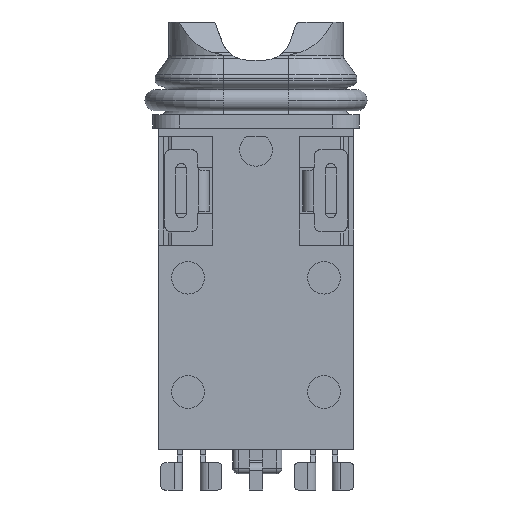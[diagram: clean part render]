
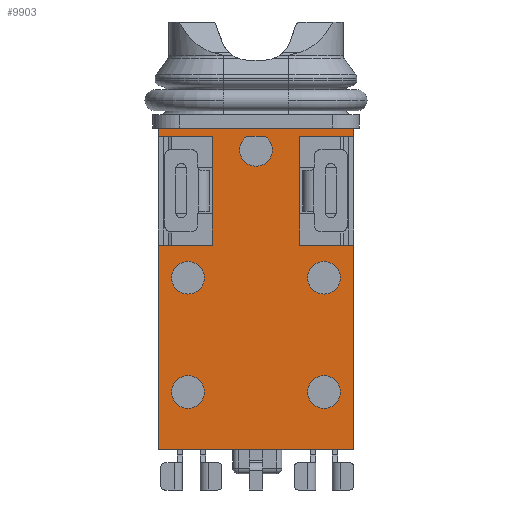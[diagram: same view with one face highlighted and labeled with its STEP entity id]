
A CAD part, front view. The second image highlights one B-rep face of the part: STEP entity #9903.
In plain terms, the highlighted planar face has unit normal (0, -1, 0).
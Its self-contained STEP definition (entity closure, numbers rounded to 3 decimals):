
#278=DIRECTION('',(1.,0.,0.));
#279=VECTOR('',#278,7.2);
#280=CARTESIAN_POINT('',(-3.6,-2.075,-12.6));
#281=LINE('',#280,#279);
#349=DIRECTION('',(-1.,0.,0.));
#350=VECTOR('',#349,2.);
#351=CARTESIAN_POINT('',(3.6,-2.075,-1.1));
#352=LINE('',#351,#350);
#353=DIRECTION('',(1.,0.,0.));
#354=VECTOR('',#353,2.);
#355=CARTESIAN_POINT('',(1.6,-2.075,-5.1));
#356=LINE('',#355,#354);
#357=DIRECTION('',(0.,0.,1.));
#358=VECTOR('',#357,7.5);
#359=CARTESIAN_POINT('',(-3.6,-2.075,-12.6));
#360=LINE('',#359,#358);
#361=DIRECTION('',(1.,0.,0.));
#362=VECTOR('',#361,2.);
#363=CARTESIAN_POINT('',(-3.6,-2.075,-5.1));
#364=LINE('',#363,#362);
#365=DIRECTION('',(-1.,0.,0.));
#366=VECTOR('',#365,2.);
#367=CARTESIAN_POINT('',(-1.6,-2.075,-1.1));
#368=LINE('',#367,#366);
#369=DIRECTION('',(0.,0.,1.));
#370=VECTOR('',#369,0.3);
#371=CARTESIAN_POINT('',(-3.6,-2.075,-1.1));
#372=LINE('',#371,#370);
#373=CARTESIAN_POINT('',(0.,-2.075,-1.6));
#374=DIRECTION('',(0.,-1.,0.));
#375=DIRECTION('',(-0.553,0.,0.833));
#376=AXIS2_PLACEMENT_3D('',#373,#374,#375);
#378=CARTESIAN_POINT('',(0.,-2.075,-1.6));
#379=DIRECTION('',(0.,-1.,0.));
#380=DIRECTION('',(-1.,0.,0.));
#381=AXIS2_PLACEMENT_3D('',#378,#379,#380);
#383=CARTESIAN_POINT('',(0.,-2.075,-1.6));
#384=DIRECTION('',(0.,-1.,0.));
#385=DIRECTION('',(1.,0.,0.));
#386=AXIS2_PLACEMENT_3D('',#383,#384,#385);
#388=DIRECTION('',(-1.,0.,0.));
#389=VECTOR('',#388,0.663);
#390=CARTESIAN_POINT('',(0.332,-2.075,-1.1));
#391=LINE('',#390,#389);
#392=CARTESIAN_POINT('',(-2.5,-2.075,-6.3));
#393=DIRECTION('',(0.,-1.,0.));
#394=DIRECTION('',(1.,0.,0.));
#395=AXIS2_PLACEMENT_3D('',#392,#393,#394);
#397=CARTESIAN_POINT('',(-2.5,-2.075,-6.3));
#398=DIRECTION('',(0.,-1.,0.));
#399=DIRECTION('',(-1.,0.,0.));
#400=AXIS2_PLACEMENT_3D('',#397,#398,#399);
#402=CARTESIAN_POINT('',(2.5,-2.075,-6.3));
#403=DIRECTION('',(0.,-1.,0.));
#404=DIRECTION('',(1.,0.,0.));
#405=AXIS2_PLACEMENT_3D('',#402,#403,#404);
#407=CARTESIAN_POINT('',(2.5,-2.075,-6.3));
#408=DIRECTION('',(0.,-1.,0.));
#409=DIRECTION('',(-1.,0.,0.));
#410=AXIS2_PLACEMENT_3D('',#407,#408,#409);
#412=CARTESIAN_POINT('',(2.5,-2.075,-10.5));
#413=DIRECTION('',(0.,-1.,0.));
#414=DIRECTION('',(1.,0.,0.));
#415=AXIS2_PLACEMENT_3D('',#412,#413,#414);
#417=CARTESIAN_POINT('',(2.5,-2.075,-10.5));
#418=DIRECTION('',(0.,-1.,0.));
#419=DIRECTION('',(-1.,0.,0.));
#420=AXIS2_PLACEMENT_3D('',#417,#418,#419);
#422=CARTESIAN_POINT('',(-2.5,-2.075,-10.5));
#423=DIRECTION('',(0.,-1.,0.));
#424=DIRECTION('',(1.,0.,0.));
#425=AXIS2_PLACEMENT_3D('',#422,#423,#424);
#427=CARTESIAN_POINT('',(-2.5,-2.075,-10.5));
#428=DIRECTION('',(0.,-1.,0.));
#429=DIRECTION('',(-1.,0.,0.));
#430=AXIS2_PLACEMENT_3D('',#427,#428,#429);
#432=DIRECTION('',(0.,0.,1.));
#433=VECTOR('',#432,7.5);
#434=CARTESIAN_POINT('',(3.6,-2.075,-12.6));
#435=LINE('',#434,#433);
#440=DIRECTION('',(0.,0.,1.));
#441=VECTOR('',#440,0.3);
#442=CARTESIAN_POINT('',(3.6,-2.075,-1.1));
#443=LINE('',#442,#441);
#492=DIRECTION('',(-1.,0.,0.));
#493=VECTOR('',#492,7.2);
#494=CARTESIAN_POINT('',(3.6,-2.075,-0.8));
#495=LINE('',#494,#493);
#5274=DIRECTION('',(0.,0.,1.));
#5275=VECTOR('',#5274,4.);
#5276=CARTESIAN_POINT('',(1.6,-2.075,-5.1));
#5277=LINE('',#5276,#5275);
#5714=DIRECTION('',(0.,0.,-1.));
#5715=VECTOR('',#5714,4.);
#5716=CARTESIAN_POINT('',(-1.6,-2.075,-1.1));
#5717=LINE('',#5716,#5715);
#8258=CARTESIAN_POINT('',(3.6,-2.075,-0.8));
#8260=VERTEX_POINT('',#8258);
#8261=CARTESIAN_POINT('',(-3.6,-2.075,-0.8));
#8262=VERTEX_POINT('',#8261);
#8271=CARTESIAN_POINT('',(3.6,-2.075,-12.6));
#8272=VERTEX_POINT('',#8271);
#8273=CARTESIAN_POINT('',(3.6,-2.075,-5.1));
#8274=VERTEX_POINT('',#8273);
#8279=CARTESIAN_POINT('',(3.6,-2.075,-1.1));
#8280=VERTEX_POINT('',#8279);
#8295=CARTESIAN_POINT('',(-3.6,-2.075,-1.1));
#8296=VERTEX_POINT('',#8295);
#8301=CARTESIAN_POINT('',(-3.6,-2.075,-5.1));
#8302=VERTEX_POINT('',#8301);
#8303=CARTESIAN_POINT('',(-3.6,-2.075,-12.6));
#8304=VERTEX_POINT('',#8303);
#8305=CARTESIAN_POINT('',(1.6,-2.075,-1.1));
#8306=VERTEX_POINT('',#8305);
#8307=CARTESIAN_POINT('',(1.6,-2.075,-5.1));
#8308=VERTEX_POINT('',#8307);
#8309=CARTESIAN_POINT('',(-1.6,-2.075,-5.1));
#8310=VERTEX_POINT('',#8309);
#8311=CARTESIAN_POINT('',(-1.6,-2.075,-1.1));
#8312=VERTEX_POINT('',#8311);
#8313=CARTESIAN_POINT('',(-0.332,-2.075,-1.1));
#8314=CARTESIAN_POINT('',(-0.6,-2.075,-1.6));
#8315=VERTEX_POINT('',#8313);
#8316=VERTEX_POINT('',#8314);
#8317=CARTESIAN_POINT('',(0.6,-2.075,-1.6));
#8318=VERTEX_POINT('',#8317);
#8319=CARTESIAN_POINT('',(0.332,-2.075,-1.1));
#8320=VERTEX_POINT('',#8319);
#8321=CARTESIAN_POINT('',(-1.9,-2.075,-6.3));
#8322=CARTESIAN_POINT('',(-3.1,-2.075,-6.3));
#8323=VERTEX_POINT('',#8321);
#8324=VERTEX_POINT('',#8322);
#8325=CARTESIAN_POINT('',(3.1,-2.075,-6.3));
#8326=CARTESIAN_POINT('',(1.9,-2.075,-6.3));
#8327=VERTEX_POINT('',#8325);
#8328=VERTEX_POINT('',#8326);
#8329=CARTESIAN_POINT('',(3.1,-2.075,-10.5));
#8330=CARTESIAN_POINT('',(1.9,-2.075,-10.5));
#8331=VERTEX_POINT('',#8329);
#8332=VERTEX_POINT('',#8330);
#8333=CARTESIAN_POINT('',(-1.9,-2.075,-10.5));
#8334=CARTESIAN_POINT('',(-3.1,-2.075,-10.5));
#8335=VERTEX_POINT('',#8333);
#8336=VERTEX_POINT('',#8334);
#9841=CARTESIAN_POINT('',(-3.6,-2.075,-12.6));
#9842=DIRECTION('',(0.,-1.,0.));
#9843=DIRECTION('',(1.,0.,0.));
#9844=AXIS2_PLACEMENT_3D('',#9841,#9842,#9843);
#9845=PLANE('',#9844);
#9847=ORIENTED_EDGE('',*,*,#9846,.F.);
#9849=ORIENTED_EDGE('',*,*,#9848,.T.);
#9851=ORIENTED_EDGE('',*,*,#9850,.F.);
#9853=ORIENTED_EDGE('',*,*,#9852,.T.);
#9855=ORIENTED_EDGE('',*,*,#9854,.F.);
#9856=ORIENTED_EDGE('',*,*,#9763,.F.);
#9857=ORIENTED_EDGE('',*,*,#9832,.T.);
#9859=ORIENTED_EDGE('',*,*,#9858,.T.);
#9861=ORIENTED_EDGE('',*,*,#9860,.F.);
#9863=ORIENTED_EDGE('',*,*,#9862,.T.);
#9864=ORIENTED_EDGE('',*,*,#9824,.T.);
#9866=ORIENTED_EDGE('',*,*,#9865,.F.);
#9867=EDGE_LOOP('',(#9847,#9849,#9851,#9853,#9855,#9856,#9857,#9859,#9861,#9863,
#9864,#9866));
#9868=FACE_OUTER_BOUND('',#9867,.F.);
#9870=ORIENTED_EDGE('',*,*,#9869,.T.);
#9872=ORIENTED_EDGE('',*,*,#9871,.T.);
#9874=ORIENTED_EDGE('',*,*,#9873,.T.);
#9876=ORIENTED_EDGE('',*,*,#9875,.T.);
#9877=EDGE_LOOP('',(#9870,#9872,#9874,#9876));
#9878=FACE_BOUND('',#9877,.F.);
#9880=ORIENTED_EDGE('',*,*,#9879,.T.);
#9882=ORIENTED_EDGE('',*,*,#9881,.T.);
#9883=EDGE_LOOP('',(#9880,#9882));
#9884=FACE_BOUND('',#9883,.F.);
#9886=ORIENTED_EDGE('',*,*,#9885,.T.);
#9888=ORIENTED_EDGE('',*,*,#9887,.T.);
#9889=EDGE_LOOP('',(#9886,#9888));
#9890=FACE_BOUND('',#9889,.F.);
#9892=ORIENTED_EDGE('',*,*,#9891,.T.);
#9894=ORIENTED_EDGE('',*,*,#9893,.T.);
#9895=EDGE_LOOP('',(#9892,#9894));
#9896=FACE_BOUND('',#9895,.F.);
#9898=ORIENTED_EDGE('',*,*,#9897,.T.);
#9900=ORIENTED_EDGE('',*,*,#9899,.T.);
#9901=EDGE_LOOP('',(#9898,#9900));
#9902=FACE_BOUND('',#9901,.F.);
#377=CIRCLE('',#376,0.6);
#382=CIRCLE('',#381,0.6);
#387=CIRCLE('',#386,0.6);
#396=CIRCLE('',#395,0.6);
#401=CIRCLE('',#400,0.6);
#406=CIRCLE('',#405,0.6);
#411=CIRCLE('',#410,0.6);
#416=CIRCLE('',#415,0.6);
#421=CIRCLE('',#420,0.6);
#426=CIRCLE('',#425,0.6);
#431=CIRCLE('',#430,0.6);
#9763=EDGE_CURVE('',#8304,#8272,#281,.T.);
#9824=EDGE_CURVE('',#8296,#8262,#372,.T.);
#9832=EDGE_CURVE('',#8304,#8302,#360,.T.);
#9846=EDGE_CURVE('',#8280,#8260,#443,.T.);
#9848=EDGE_CURVE('',#8280,#8306,#352,.T.);
#9850=EDGE_CURVE('',#8308,#8306,#5277,.T.);
#9852=EDGE_CURVE('',#8308,#8274,#356,.T.);
#9854=EDGE_CURVE('',#8272,#8274,#435,.T.);
#9858=EDGE_CURVE('',#8302,#8310,#364,.T.);
#9860=EDGE_CURVE('',#8312,#8310,#5717,.T.);
#9862=EDGE_CURVE('',#8312,#8296,#368,.T.);
#9865=EDGE_CURVE('',#8260,#8262,#495,.T.);
#9869=EDGE_CURVE('',#8315,#8316,#377,.T.);
#9871=EDGE_CURVE('',#8316,#8318,#382,.T.);
#9873=EDGE_CURVE('',#8318,#8320,#387,.T.);
#9875=EDGE_CURVE('',#8320,#8315,#391,.T.);
#9879=EDGE_CURVE('',#8323,#8324,#396,.T.);
#9881=EDGE_CURVE('',#8324,#8323,#401,.T.);
#9885=EDGE_CURVE('',#8327,#8328,#406,.T.);
#9887=EDGE_CURVE('',#8328,#8327,#411,.T.);
#9891=EDGE_CURVE('',#8331,#8332,#416,.T.);
#9893=EDGE_CURVE('',#8332,#8331,#421,.T.);
#9897=EDGE_CURVE('',#8335,#8336,#426,.T.);
#9899=EDGE_CURVE('',#8336,#8335,#431,.T.);
#9903=ADVANCED_FACE('',(#9868,#9878,#9884,#9890,#9896,#9902),#9845,.T.);
